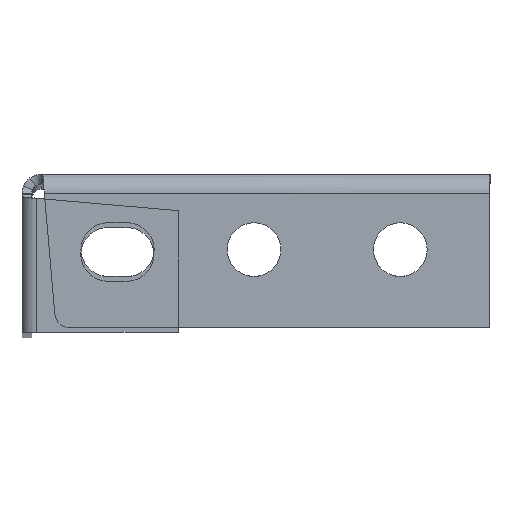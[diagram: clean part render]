
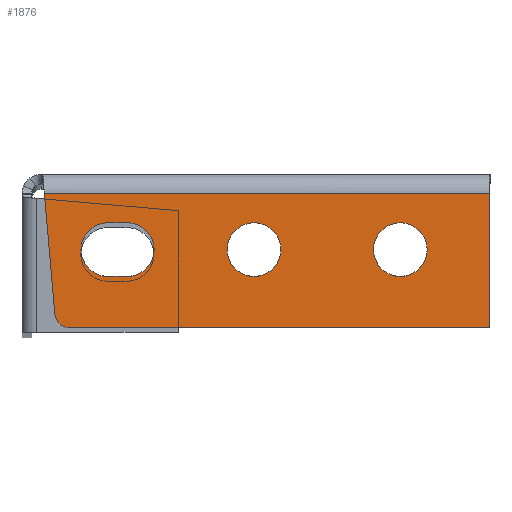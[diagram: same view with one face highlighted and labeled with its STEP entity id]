
A CAD part, top view. The second image highlights one B-rep face of the part: STEP entity #1876.
In plain terms, the highlighted planar face has unit normal (0, 0, 1).
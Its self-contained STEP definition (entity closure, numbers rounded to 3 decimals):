
#81=FACE_BOUND('',#291,.T.);
#82=FACE_BOUND('',#292,.T.);
#83=FACE_BOUND('',#293,.T.);
#128=CIRCLE('',#2024,3.);
#129=CIRCLE('',#2025,5.5);
#130=CIRCLE('',#2026,5.5);
#131=CIRCLE('',#2027,5.5);
#132=CIRCLE('',#2028,5.5);
#181=FACE_OUTER_BOUND('',#290,.T.);
#290=EDGE_LOOP('',(#1277,#1278,#1279,#1280,#1281));
#291=EDGE_LOOP('',(#1282));
#292=EDGE_LOOP('',(#1283,#1284,#1285,#1286));
#293=EDGE_LOOP('',(#1287));
#407=LINE('',#2688,#587);
#451=LINE('',#2834,#631);
#452=LINE('',#2836,#632);
#453=LINE('',#2838,#633);
#454=LINE('',#2846,#634);
#455=LINE('',#2849,#635);
#587=VECTOR('',#2170,10.);
#631=VECTOR('',#2280,10.);
#632=VECTOR('',#2281,10.);
#633=VECTOR('',#2282,10.);
#634=VECTOR('',#2289,10.);
#635=VECTOR('',#2292,10.);
#766=VERTEX_POINT('',#2685);
#767=VERTEX_POINT('',#2687);
#836=VERTEX_POINT('',#2833);
#837=VERTEX_POINT('',#2835);
#838=VERTEX_POINT('',#2837);
#839=VERTEX_POINT('',#2840);
#840=VERTEX_POINT('',#2842);
#841=VERTEX_POINT('',#2843);
#842=VERTEX_POINT('',#2845);
#843=VERTEX_POINT('',#2847);
#844=VERTEX_POINT('',#2850);
#937=EDGE_CURVE('',#766,#767,#407,.T.);
#1009=EDGE_CURVE('',#836,#766,#451,.T.);
#1010=EDGE_CURVE('',#836,#837,#452,.T.);
#1011=EDGE_CURVE('',#838,#837,#453,.T.);
#1012=EDGE_CURVE('',#767,#838,#128,.T.);
#1013=EDGE_CURVE('',#839,#839,#129,.T.);
#1014=EDGE_CURVE('',#840,#841,#130,.T.);
#1015=EDGE_CURVE('',#841,#842,#454,.T.);
#1016=EDGE_CURVE('',#842,#843,#131,.T.);
#1017=EDGE_CURVE('',#843,#840,#455,.T.);
#1018=EDGE_CURVE('',#844,#844,#132,.T.);
#1277=ORIENTED_EDGE('',*,*,#1009,.F.);
#1278=ORIENTED_EDGE('',*,*,#1010,.T.);
#1279=ORIENTED_EDGE('',*,*,#1011,.F.);
#1280=ORIENTED_EDGE('',*,*,#1012,.F.);
#1281=ORIENTED_EDGE('',*,*,#937,.F.);
#1282=ORIENTED_EDGE('',*,*,#1013,.T.);
#1283=ORIENTED_EDGE('',*,*,#1014,.T.);
#1284=ORIENTED_EDGE('',*,*,#1015,.T.);
#1285=ORIENTED_EDGE('',*,*,#1016,.T.);
#1286=ORIENTED_EDGE('',*,*,#1017,.T.);
#1287=ORIENTED_EDGE('',*,*,#1018,.T.);
#1727=PLANE('',#2023);
#1876=ADVANCED_FACE('',(#181,#81,#82,#83),#1727,.T.);
#2023=AXIS2_PLACEMENT_3D('',#2832,#2278,#2279);
#2024=AXIS2_PLACEMENT_3D('',#2839,#2283,#2284);
#2025=AXIS2_PLACEMENT_3D('',#2841,#2285,#2286);
#2026=AXIS2_PLACEMENT_3D('',#2844,#2287,#2288);
#2027=AXIS2_PLACEMENT_3D('',#2848,#2290,#2291);
#2028=AXIS2_PLACEMENT_3D('',#2851,#2293,#2294);
#2170=DIRECTION('',(-1.,0.,0.));
#2278=DIRECTION('center_axis',(0.,0.,
1.));
#2279=DIRECTION('ref_axis',(0.,-1.,0.));
#2280=DIRECTION('',(0.,-1.,0.));
#2281=DIRECTION('',(-1.,0.,0.));
#2282=DIRECTION('',(-0.087,0.996,0.));
#2283=DIRECTION('center_axis',(0.,0.,
-1.));
#2284=DIRECTION('ref_axis',(-0.676,-0.737,0.));
#2285=DIRECTION('center_axis',(0.,0.,
-1.));
#2286=DIRECTION('ref_axis',(1.,0.,0.));
#2287=DIRECTION('center_axis',(0.,0.,
-1.));
#2288=DIRECTION('ref_axis',(0.,1.,0.));
#2289=DIRECTION('',(1.,0.,0.));
#2290=DIRECTION('center_axis',(0.,0.,
-1.));
#2291=DIRECTION('ref_axis',(0.,-1.,0.));
#2292=DIRECTION('',(-1.,0.,0.));
#2293=DIRECTION('center_axis',(0.,0.,
-1.));
#2294=DIRECTION('ref_axis',(1.,0.,0.));
#2685=CARTESIAN_POINT('',(0.,-29.476,-28.));
#2687=CARTESIAN_POINT('',(-86.267,-29.476,-28.));
#2688=CARTESIAN_POINT('',(-89.016,-29.476,-28.));
#2832=CARTESIAN_POINT('Origin',(-63.612,289.077,-28.));
#2833=CARTESIAN_POINT('',(0.,-2.,-28.));
#2834=CARTESIAN_POINT('',(0.,-29.476,-28.));
#2835=CARTESIAN_POINT('',(-91.42,-2.,-28.));
#2836=CARTESIAN_POINT('',(-77.516,-2.,-28.));
#2837=CARTESIAN_POINT('',(-89.256,-26.738,-28.));
#2838=CARTESIAN_POINT('',(-91.831,2.698,-28.));
#2839=CARTESIAN_POINT('Origin',(-86.267,-26.476,-28.));
#2840=CARTESIAN_POINT('',(-53.9,-13.476,-28.));
#2841=CARTESIAN_POINT('Origin',(-48.4,-13.476,-28.));
#2842=CARTESIAN_POINT('',(-78.4,-18.976,-28.));
#2843=CARTESIAN_POINT('',(-78.4,-7.976,-28.));
#2844=CARTESIAN_POINT('Origin',(-78.4,-13.476,-28.));
#2845=CARTESIAN_POINT('',(-74.4,-7.976,-28.));
#2846=CARTESIAN_POINT('',(-71.006,-7.976,-28.));
#2847=CARTESIAN_POINT('',(-74.4,-18.976,-28.));
#2848=CARTESIAN_POINT('Origin',(-74.4,-13.476,-28.));
#2849=CARTESIAN_POINT('',(-69.006,-18.976,-28.));
#2850=CARTESIAN_POINT('',(-23.9,-13.476,-28.));
#2851=CARTESIAN_POINT('Origin',(-18.4,-13.476,-28.));
